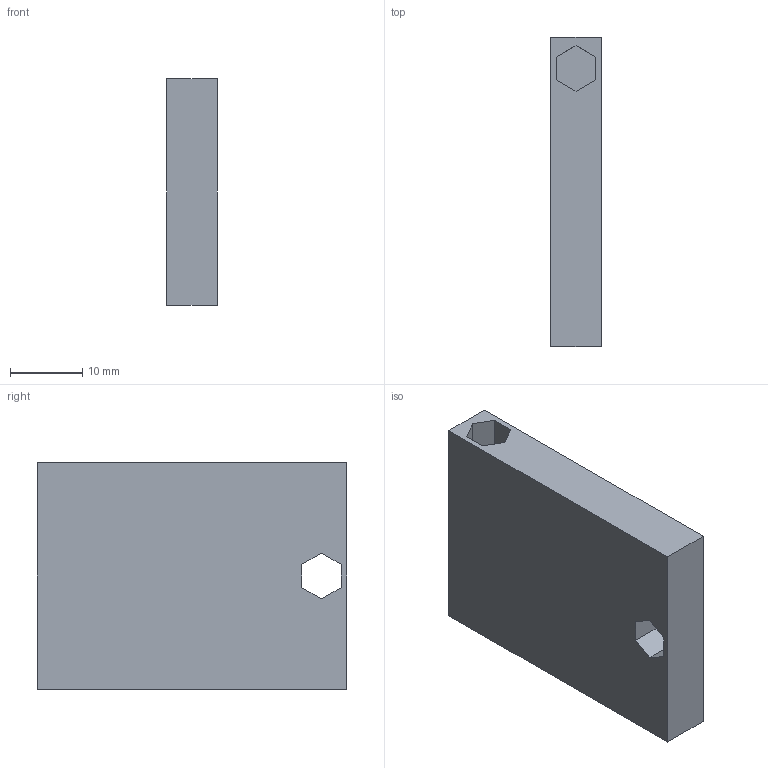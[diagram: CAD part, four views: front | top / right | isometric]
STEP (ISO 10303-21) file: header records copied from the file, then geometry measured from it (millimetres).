
FILE_DESCRIPTION(/* description */ (''),/* implementation_level */ '2;1');
FILE_NAME(/* name */ 'construction_shortside_mamba v1.step',/* time_stamp */ '2023-05-07T00:48:25+03:00',/* author */ (''),/* organization */ (''),/* preprocessor_version */ 'ST-DEVELOPER v19.2',/* originating_system */ 'Autodesk Translation Framework v12.4.0.73',/* authorisation */ '');
FILE_SCHEMA (('AUTOMOTIVE_DESIGN { 1 0 10303 214 3 1 1 }'));
Length unit declared in the file: millimetre
Products named in the file (1): construction_shortside_mamba
Bounding box: 7 x 42.88 x 31.42 mm (x, y, z)
Volume: 8880.7 mm3; surface area: 4082.4 mm2
Topology: 1 solids, 1 shells, 26 faces, 66 edges, 44 vertices
Faces by surface type: plane 26
Entity records: 822 total; most frequent: CARTESIAN_POINT 137, ORIENTED_EDGE 132, DIRECTION 120, LINE 66, VECTOR 66, EDGE_CURVE 66, VERTEX_POINT 44, EDGE_LOOP 30
